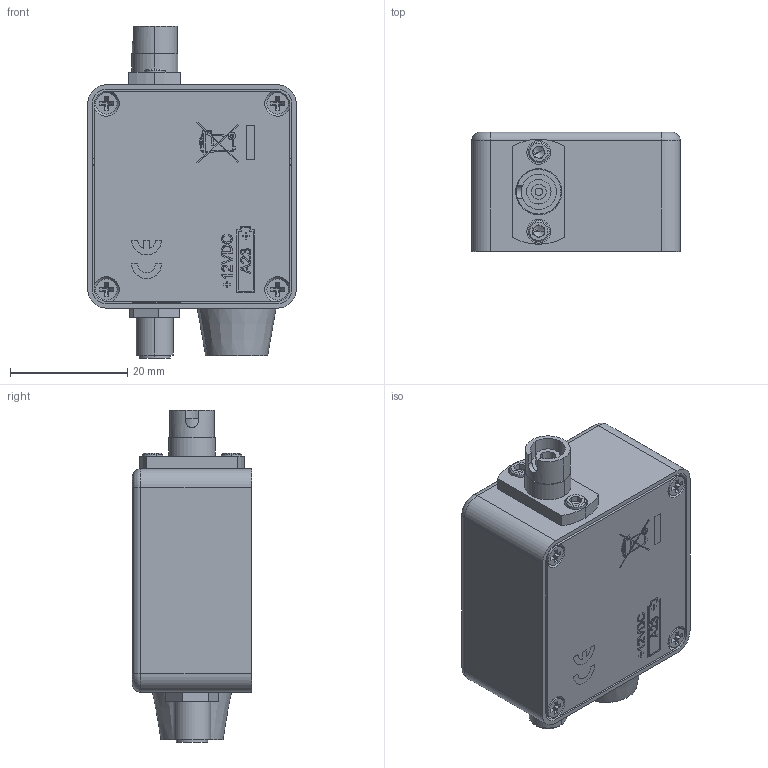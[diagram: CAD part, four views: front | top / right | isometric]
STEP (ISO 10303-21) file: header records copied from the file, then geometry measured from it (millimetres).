
FILE_DESCRIPTION (( 'STEP AP214' ), '1' );
FILE_NAME ('TTN020103.STEP', '2013-11-13T14:40:33', ( 'admin' ), ( '' ), 'SwSTEP 2.0', 'SolidWorks 2012', '' );
FILE_SCHEMA (( 'AUTOMOTIVE_DESIGN' ));
Length unit declared in the file: inch
Products named in the file (12): PCB 002; PCB 001; OSI PD; Nut; socket head cap screw_ai_HX-SHCS 0.086-56x0.188x0.188-N; flat head 100 screw_ai_CR-FHM1 0.086-64x0.188x0.188-N; SMA Edge Mount Adapter; FC Fiber Adapter; DET Rear Cover Plate_With DET Engraving; Battery Cap; DET08CFC Housing_DET02AFC Engraving; TTN020103
Assembly tree (15 placements, depth 2):
  TTN020103
    DET08CFC Housing_DET02AFC Engraving
    Battery Cap
    DET Rear Cover Plate_With DET Engraving
    FC Fiber Adapter
    SMA Edge Mount Adapter
    flat head 100 screw_ai_CR-FHM1 0.086-64x0.188x0.188-N  x4
    socket head cap screw_ai_HX-SHCS 0.086-56x0.188x0.188-N  x2
    Nut
    OSI PD
    PCB 001
    PCB 002
Bounding box: 35.56 x 20.32 x 56.64 mm (x, y, z)
Volume: 18277 mm3; surface area: 15238.1 mm2
Topology: 15 solids, 15 shells, 1743 faces, 4520 edges, 2965 vertices
Faces by surface type: plane 1021, bspline 478, cylinder 190, cone 42, torus 12
Entity records: 91944 total; most frequent: CARTESIAN_POINT 36603, ORIENTED_EDGE 8648, DIRECTION 6132, EDGE_CURVE 4324, LINE 2962, VECTOR 2962, VERTEX_POINT 2860, EDGE_LOOP 1846
